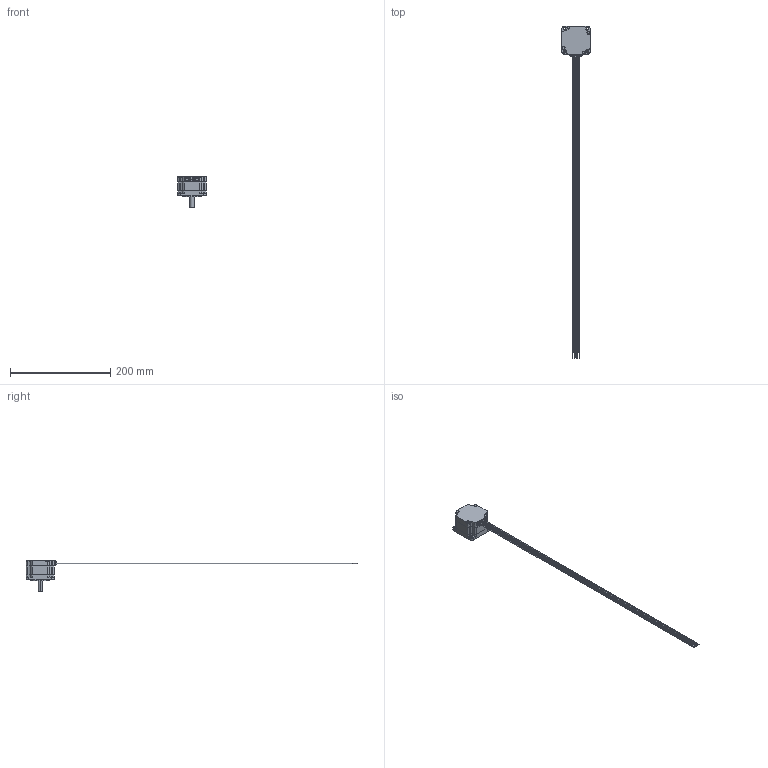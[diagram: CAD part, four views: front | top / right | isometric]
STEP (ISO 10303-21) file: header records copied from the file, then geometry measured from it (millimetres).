
FILE_DESCRIPTION (( 'STEP AP214' ), '1' );
FILE_NAME ('24.PKP564N28A2.STEP', '2017-01-26T23:51:25', ( 'om' ), ( 'Hewlett-Packard Company' ), 'SwSTEP 2.0', 'SolidWorks 2014', '' );
FILE_SCHEMA (( 'AUTOMOTIVE_DESIGN' ));
Length unit declared in the file: millimetre
Products named in the file (1): 24.PKP564N28A2
Bounding box: 56.4 x 661.4 x 63 mm (x, y, z)
Volume: 118766.8 mm3; surface area: 40864.5 mm2
Topology: 8 solids, 8 shells, 213 faces, 552 edges, 368 vertices
Faces by surface type: plane 119, cylinder 94
Entity records: 7356 total; most frequent: DIRECTION 1173, CARTESIAN_POINT 1137, ORIENTED_EDGE 1104, EDGE_CURVE 552, AXIS2_PLACEMENT_3D 408, VERTEX_POINT 368, LINE 357, VECTOR 357
